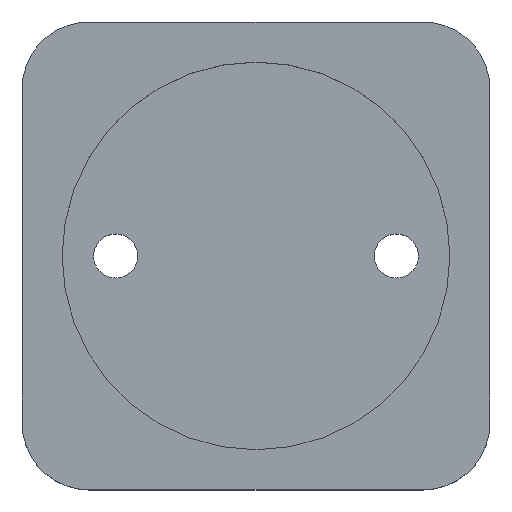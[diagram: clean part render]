
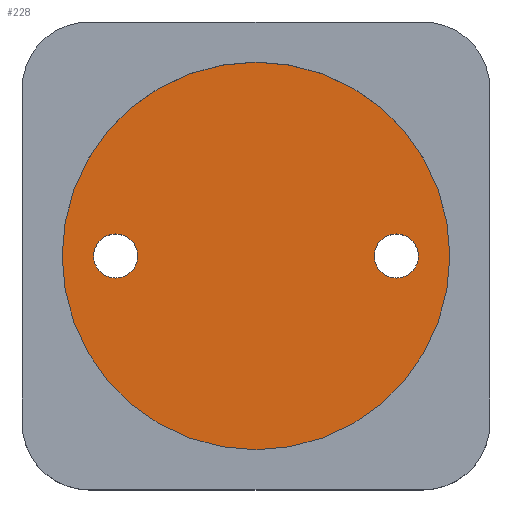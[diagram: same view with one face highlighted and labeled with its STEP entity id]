
A CAD part, top view. The second image highlights one B-rep face of the part: STEP entity #228.
In plain terms, the highlighted planar face has unit normal (0, 0, 1).
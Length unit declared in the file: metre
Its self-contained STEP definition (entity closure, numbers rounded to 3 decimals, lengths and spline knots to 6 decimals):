
#51=ORIENTED_EDGE('',*,*,#111,.F.);
#52=ORIENTED_EDGE('',*,*,#112,.F.);
#53=ORIENTED_EDGE('',*,*,#113,.T.);
#111=EDGE_CURVE('',#141,#141,#163,.T.);
#112=EDGE_CURVE('',#142,#142,#164,.T.);
#113=EDGE_CURVE('',#143,#143,#165,.T.);
#141=VERTEX_POINT('',#360);
#142=VERTEX_POINT('',#362);
#143=VERTEX_POINT('',#364);
#163=CIRCLE('',#256,0.00165);
#164=CIRCLE('',#257,0.00165);
#165=CIRCLE('',#258,0.0145);
#177=EDGE_LOOP('',(#51));
#178=EDGE_LOOP('',(#52));
#179=EDGE_LOOP('',(#53));
#199=FACE_BOUND('',#177,.T.);
#200=FACE_BOUND('',#178,.T.);
#201=FACE_BOUND('',#179,.T.);
#221=PLANE('',#255);
#228=ADVANCED_FACE('',(#199,#200,#201),#221,.T.);
#255=AXIS2_PLACEMENT_3D('',#358,#285,#286);
#256=AXIS2_PLACEMENT_3D('',#359,#287,#288);
#257=AXIS2_PLACEMENT_3D('',#361,#289,#290);
#258=AXIS2_PLACEMENT_3D('',#363,#291,#292);
#285=DIRECTION('',(0.,0.,1.));
#286=DIRECTION('',(1.,0.,0.));
#287=DIRECTION('',(0.,0.,1.));
#288=DIRECTION('',(1.,0.,0.));
#289=DIRECTION('',(0.,0.,1.));
#290=DIRECTION('',(1.,0.,0.));
#291=DIRECTION('',(0.,0.,1.));
#292=DIRECTION('',(1.,0.,0.));
#358=CARTESIAN_POINT('',(0.,0.,0.));
#359=CARTESIAN_POINT('',(-0.0105,0.,0.));
#360=CARTESIAN_POINT('',(-0.00885,0.,0.));
#361=CARTESIAN_POINT('',(0.0105,0.,0.));
#362=CARTESIAN_POINT('',(0.01215,0.,0.));
#363=CARTESIAN_POINT('',(0.,0.,0.));
#364=CARTESIAN_POINT('',(0.0145,0.,0.));
